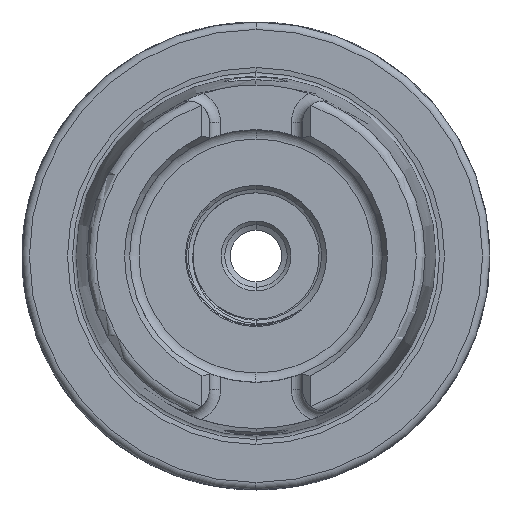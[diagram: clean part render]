
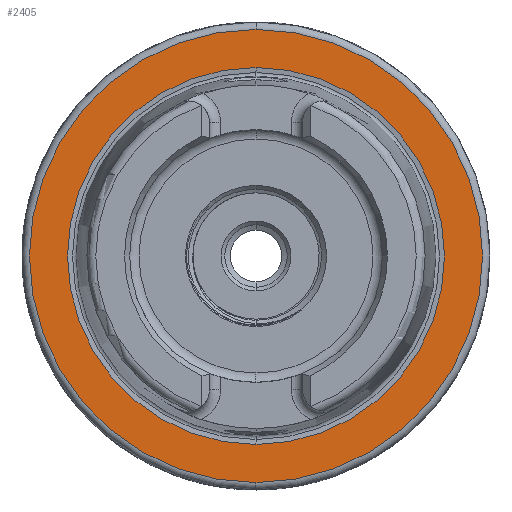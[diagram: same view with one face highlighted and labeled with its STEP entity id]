
A CAD part, left-side view. The second image highlights one B-rep face of the part: STEP entity #2405.
In plain terms, the highlighted planar face has unit normal (-1, 0, 0).
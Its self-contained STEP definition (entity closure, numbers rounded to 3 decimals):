
#857 = CARTESIAN_POINT ( 'NONE',  ( 0., 0., 0. ) ) ;
#858 = DIRECTION ( 'NONE',  ( 1., 0., 0. ) ) ;
#859 = DIRECTION ( 'NONE',  ( 0., 0., -1. ) ) ;
#2086 = CARTESIAN_POINT ( 'NONE',  ( 0., 0., 0. ) ) ;
#2087 = DIRECTION ( 'NONE',  ( 1., 0., 0. ) ) ;
#2088 = DIRECTION ( 'NONE',  ( 0., 0., -1. ) ) ;
#2405 = ADVANCED_FACE ( 'NONE', ( #15452, #7311 ), #8183, .T. ) ;
#3454 = VERTEX_POINT ( 'NONE', #13686 ) ;
#3460 = VERTEX_POINT ( 'NONE', #13692 ) ;
#5941 = CIRCLE ( 'NONE', #8660, 30.5 ) ;
#5978 = CIRCLE ( 'NONE', #12135, 25.369 ) ;
#7311 = FACE_BOUND ( 'NONE', #15014, .T. ) ;
#7313 = AXIS2_PLACEMENT_3D ( 'NONE', #8184, #8185, #8186 ) ;
#7757 = EDGE_CURVE ( 'NONE', #3460, #3454, #9279, .T. ) ;
#7783 = EDGE_CURVE ( 'NONE', #11123, #11113, #9276, .T. ) ;
#8154 = AXIS2_PLACEMENT_3D ( 'NONE', #11430, #11432, #11434 ) ;
#8183 = PLANE ( 'NONE',  #7313 ) ;
#8184 = CARTESIAN_POINT ( 'NONE',  ( 0., 25.369, 0. ) ) ;
#8185 = DIRECTION ( 'NONE',  ( -1., 0., 0. ) ) ;
#8186 = DIRECTION ( 'NONE',  ( 0., 0., 1. ) ) ;
#8660 = AXIS2_PLACEMENT_3D ( 'NONE', #15902, #15903, #15904 ) ;
#9276 = CIRCLE ( 'NONE', #12424, 25.369 ) ;
#9279 = CIRCLE ( 'NONE', #8154, 30.5 ) ;
#11113 = VERTEX_POINT ( 'NONE', #18500 ) ;
#11123 = VERTEX_POINT ( 'NONE', #18507 ) ;
#11430 = CARTESIAN_POINT ( 'NONE',  ( 0., 0., 0. ) ) ;
#11432 = DIRECTION ( 'NONE',  ( -1., 0., 0. ) ) ;
#11434 = DIRECTION ( 'NONE',  ( 0., 0., 1. ) ) ;
#12135 = AXIS2_PLACEMENT_3D ( 'NONE', #857, #858, #859 ) ;
#12424 = AXIS2_PLACEMENT_3D ( 'NONE', #2086, #2087, #2088 ) ;
#13686 = CARTESIAN_POINT ( 'NONE',  ( 0., 0., 30.5 ) ) ;
#13692 = CARTESIAN_POINT ( 'NONE',  ( 0., 0., -30.5 ) ) ;
#15014 = EDGE_LOOP ( 'NONE', ( #16368, #16397 ) ) ;
#15099 = EDGE_LOOP ( 'NONE', ( #16418, #16395 ) ) ;
#15452 = FACE_OUTER_BOUND ( 'NONE', #15099, .T. ) ;
#15902 = CARTESIAN_POINT ( 'NONE',  ( 0., 0., 0. ) ) ;
#15903 = DIRECTION ( 'NONE',  ( -1., 0., 0. ) ) ;
#15904 = DIRECTION ( 'NONE',  ( 0., 0., 1. ) ) ;
#16368 = ORIENTED_EDGE ( 'NONE', *, *, #18081, .T. ) ;
#16395 = ORIENTED_EDGE ( 'NONE', *, *, #7757, .T. ) ;
#16397 = ORIENTED_EDGE ( 'NONE', *, *, #7783, .T. ) ;
#16418 = ORIENTED_EDGE ( 'NONE', *, *, #17939, .T. ) ;
#17939 = EDGE_CURVE ( 'NONE', #3454, #3460, #5941, .T. ) ;
#18081 = EDGE_CURVE ( 'NONE', #11113, #11123, #5978, .T. ) ;
#18500 = CARTESIAN_POINT ( 'NONE',  ( 0., 0., 25.369 ) ) ;
#18507 = CARTESIAN_POINT ( 'NONE',  ( 0., 0., -25.369 ) ) ;
